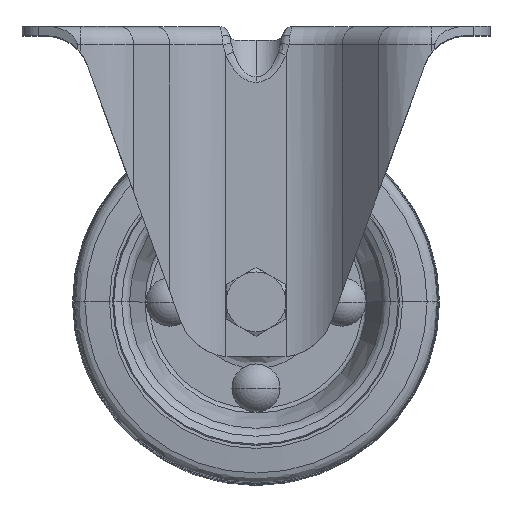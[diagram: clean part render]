
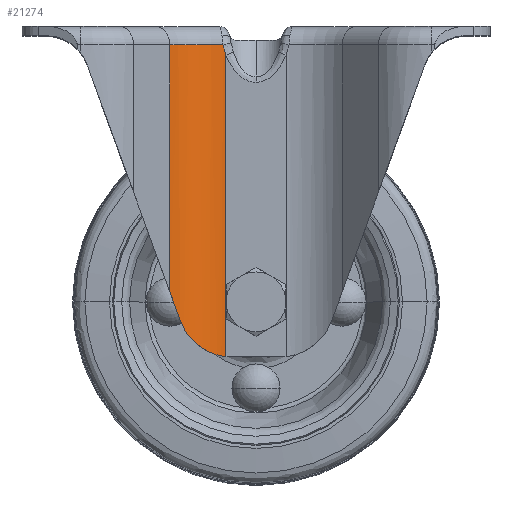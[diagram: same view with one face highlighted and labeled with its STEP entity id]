
A CAD part, top view. The second image highlights one B-rep face of the part: STEP entity #21274.
In plain terms, the highlighted cylindrical face has radius 16 mm (diameter 32 mm), a partial arc.
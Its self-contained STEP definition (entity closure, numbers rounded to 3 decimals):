
#162 = CARTESIAN_POINT ( 'NONE',  ( -16.308, -64.633, 26.326 ) ) ;
#241 = CARTESIAN_POINT ( 'NONE',  ( -10.889, -70.582, 23.6 ) ) ;
#1379 = EDGE_CURVE ( 'NONE', #7492, #21489, #12265, .T. ) ;
#2019 = ORIENTED_EDGE ( 'NONE', *, *, #19416, .T. ) ;
#2034 = CARTESIAN_POINT ( 'NONE',  ( -10.131, -70.954, 23.406 ) ) ;
#2323 = CARTESIAN_POINT ( 'NONE',  ( -6.539, -72., 39. ) ) ;
#2673 = ORIENTED_EDGE ( 'NONE', *, *, #10727, .T. ) ;
#3037 = ORIENTED_EDGE ( 'NONE', *, *, #18340, .T. ) ;
#3496 = CARTESIAN_POINT ( 'NONE',  ( -7.02, -4.756, 23.006 ) ) ;
#3748 = CARTESIAN_POINT ( 'NONE',  ( -15.573, -66.098, 25.791 ) ) ;
#3769 =( BOUNDED_CURVE ( )  B_SPLINE_CURVE ( 3, ( #11303, #22033, #4205, #16691 ),
 .UNSPECIFIED., .F., .F. ) 
 B_SPLINE_CURVE_WITH_KNOTS ( ( 4, 4 ),
 ( 0.698, 0.899 ),
 .UNSPECIFIED. ) 
 CURVE ( )  GEOMETRIC_REPRESENTATION_ITEM ( )  RATIONAL_B_SPLINE_CURVE ( ( 1., 0.997, 0.997, 1. ) ) 
 REPRESENTATION_ITEM ( '' )  );
#3825 = CARTESIAN_POINT ( 'NONE',  ( -8.812, -71.466, 23.152 ) ) ;
#3878 = VERTEX_POINT ( 'NONE', #19324 ) ;
#4178 = DIRECTION ( 'NONE',  ( 0., 0., -1. ) ) ;
#4205 = CARTESIAN_POINT ( 'NONE',  ( -17.339, -61.799, 27.146 ) ) ;
#4374 = ORIENTED_EDGE ( 'NONE', *, *, #18242, .F. ) ;
#4949 = CARTESIAN_POINT ( 'NONE',  ( -6.539, -71.928, 23. ) ) ;
#5544 = CARTESIAN_POINT ( 'NONE',  ( -14.656, -67.438, 25.207 ) ) ;
#5609 = CARTESIAN_POINT ( 'NONE',  ( -7.688, -71.748, 23.039 ) ) ;
#5975 = DIRECTION ( 'NONE',  ( 0., 1., 0. ) ) ;
#6194 = DIRECTION ( 'NONE',  ( 0., 1., 0. ) ) ;
#6293 = VERTEX_POINT ( 'NONE', #18201 ) ;
#7341 = CARTESIAN_POINT ( 'NONE',  ( -13.559, -68.65, 24.616 ) ) ;
#7406 = CARTESIAN_POINT ( 'NONE',  ( -6.829, -71.896, 23. ) ) ;
#7492 = VERTEX_POINT ( 'NONE', #16729 ) ;
#7922 = FACE_OUTER_BOUND ( 'NONE', #20087, .T. ) ;
#7969 = CARTESIAN_POINT ( 'NONE',  ( -6.539, -4., 39. ) ) ;
#8659 = ORIENTED_EDGE ( 'NONE', *, *, #15717, .T. ) ;
#9140 = CARTESIAN_POINT ( 'NONE',  ( -12.31, -69.7, 24.07 ) ) ;
#9411 = VERTEX_POINT ( 'NONE', #4949 ) ;
#9684 = CARTESIAN_POINT ( 'NONE',  ( -6.539, -72., 23. ) ) ;
#9817 = DIRECTION ( 'NONE',  ( 0., 0., -1. ) ) ;
#10181 = CARTESIAN_POINT ( 'NONE',  ( -18.796, -4., 28.715 ) ) ;
#10583 = CARTESIAN_POINT ( 'NONE',  ( -6.802, -5.5, 23. ) ) ;
#10727 = EDGE_CURVE ( 'NONE', #3878, #6293, #3769, .T. ) ;
#10923 = CARTESIAN_POINT ( 'NONE',  ( -11.136, -70.446, 23.673 ) ) ;
#11165 = AXIS2_PLACEMENT_3D ( 'NONE', #7969, #15121, #9817 ) ;
#11303 = CARTESIAN_POINT ( 'NONE',  ( -18.796, -57.797, 28.715 ) ) ;
#11591 = ORIENTED_EDGE ( 'NONE', *, *, #1379, .T. ) ;
#11795 = VECTOR ( 'NONE', #19059, 1000. ) ;
#12140 = CYLINDRICAL_SURFACE ( 'NONE', #21362, 16. ) ;
#12265 = CIRCLE ( 'NONE', #11165, 16. ) ;
#12625 = CARTESIAN_POINT ( 'NONE',  ( -16.5, -64.104, 26.479 ) ) ;
#12700 = CARTESIAN_POINT ( 'NONE',  ( -10.387, -70.836, 23.467 ) ) ;
#14412 = CARTESIAN_POINT ( 'NONE',  ( -16.083, -65.135, 26.154 ) ) ;
#14483 = CARTESIAN_POINT ( 'NONE',  ( -9.351, -71.282, 23.24 ) ) ;
#15121 = DIRECTION ( 'NONE',  ( 0., 1., 0. ) ) ;
#15717 = EDGE_CURVE ( 'NONE', #9411, #23101, #16104, .T. ) ;
#15976 = CARTESIAN_POINT ( 'NONE',  ( -7.198, -4., 23.014 ) ) ;
#16104 = LINE ( 'NONE', #9684, #20887 ) ;
#16238 = CARTESIAN_POINT ( 'NONE',  ( -15.288, -66.557, 25.599 ) ) ;
#16311 = CARTESIAN_POINT ( 'NONE',  ( -7.973, -71.684, 23.062 ) ) ;
#16530 = LINE ( 'NONE', #17246, #11795 ) ;
#16691 = CARTESIAN_POINT ( 'NONE',  ( -16.5, -64.104, 26.479 ) ) ;
#16729 = CARTESIAN_POINT ( 'NONE',  ( -7.198, -4., 23.014 ) ) ;
#17246 = CARTESIAN_POINT ( 'NONE',  ( -18.796, -72., 28.715 ) ) ;
#18028 = CARTESIAN_POINT ( 'NONE',  ( -14.306, -67.861, 25.006 ) ) ;
#18117 = CARTESIAN_POINT ( 'NONE',  ( -7.117, -71.853, 23.008 ) ) ;
#18201 = CARTESIAN_POINT ( 'NONE',  ( -16.5, -64.104, 26.479 ) ) ;
#18242 = EDGE_CURVE ( 'NONE', #3878, #21489, #16530, .T. ) ;
#18340 = EDGE_CURVE ( 'NONE', #23101, #7492, #20089, .T. ) ;
#18445 = B_SPLINE_CURVE_WITH_KNOTS ( 'NONE', 3,
 ( #12625, #162, #14412, #3748, #16238, #5544, #18028, #7341, #19857, #9140, #21641, #10923, #241, #12700, #2034, #14483, #3825, #16311, #5609, #18117, #7406, #19927 ),
 .UNSPECIFIED., .F., .F.,
 ( 4, 2, 2, 2, 2, 2, 2, 2, 2, 2, 4 ),
 ( 0., 0.002, 0.003, 0.005, 0.007, 0.009, 0.009, 0.01, 0.012, 0.013, 0.014 ),
 .UNSPECIFIED. ) ;
#19059 = DIRECTION ( 'NONE',  ( 0., 1., 0. ) ) ;
#19324 = CARTESIAN_POINT ( 'NONE',  ( -18.796, -57.797, 28.715 ) ) ;
#19416 = EDGE_CURVE ( 'NONE', #6293, #9411, #18445, .T. ) ;
#19857 = CARTESIAN_POINT ( 'NONE',  ( -13.16, -69.017, 24.427 ) ) ;
#19927 = CARTESIAN_POINT ( 'NONE',  ( -6.539, -71.928, 23. ) ) ;
#20087 = EDGE_LOOP ( 'NONE', ( #2673, #2019, #8659, #3037, #11591, #4374 ) ) ;
#20089 = B_SPLINE_CURVE_WITH_KNOTS ( 'NONE', 3,
 ( #23134, #10583, #3496, #15976 ),
 .UNSPECIFIED., .F., .F.,
 ( 4, 4 ),
 ( 0., 0.002 ),
 .UNSPECIFIED. ) ;
#20887 = VECTOR ( 'NONE', #6194, 1000. ) ;
#21274 = ADVANCED_FACE ( 'NONE', ( #7922 ), #12140, .F. ) ;
#21362 = AXIS2_PLACEMENT_3D ( 'NONE', #2323, #5975, #4178 ) ;
#21489 = VERTEX_POINT ( 'NONE', #10181 ) ;
#21641 = CARTESIAN_POINT ( 'NONE',  ( -11.858, -70.015, 23.902 ) ) ;
#22033 = CARTESIAN_POINT ( 'NONE',  ( -18.107, -59.69, 27.894 ) ) ;
#23091 = CARTESIAN_POINT ( 'NONE',  ( -6.539, -6.231, 23. ) ) ;
#23101 = VERTEX_POINT ( 'NONE', #23091 ) ;
#23134 = CARTESIAN_POINT ( 'NONE',  ( -6.539, -6.231, 23. ) ) ;
